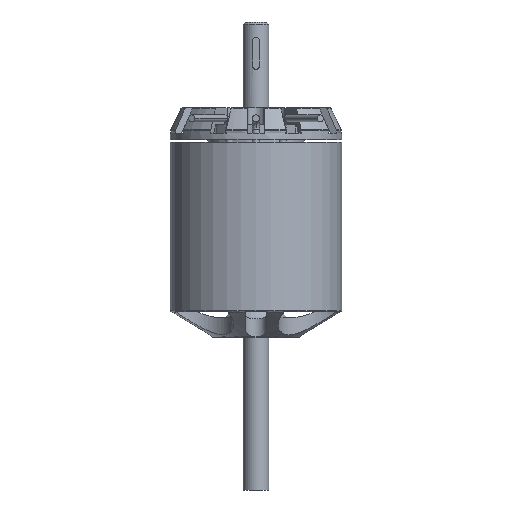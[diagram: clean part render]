
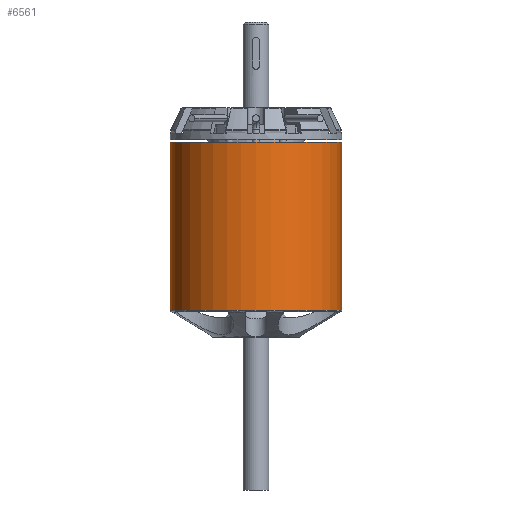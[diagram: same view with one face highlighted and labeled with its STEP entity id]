
A CAD part, front view. The second image highlights one B-rep face of the part: STEP entity #6561.
In plain terms, the highlighted cylindrical face has radius 40 mm (diameter 80 mm), a partial arc.
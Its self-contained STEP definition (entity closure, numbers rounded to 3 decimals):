
#1453 = DIRECTION ( 'NONE',  ( 0., 0., 1. ) ) ;
#1477 = ORIENTED_EDGE ( 'NONE', *, *, #7713, .T. ) ;
#1487 = AXIS2_PLACEMENT_3D ( 'NONE', #7384, #8222, #6549 ) ;
#1521 = VERTEX_POINT ( 'NONE', #10595 ) ;
#1690 = LINE ( 'NONE', #7117, #9157 ) ;
#1765 = VERTEX_POINT ( 'NONE', #1958 ) ;
#1958 = CARTESIAN_POINT ( 'NONE',  ( -40., 0., -94.534 ) ) ;
#3408 = DIRECTION ( 'NONE',  ( 0., 0., 1. ) ) ;
#3478 = CIRCLE ( 'NONE', #8478, 40. ) ;
#3504 = ORIENTED_EDGE ( 'NONE', *, *, #9902, .F. ) ;
#4248 = LINE ( 'NONE', #5634, #10817 ) ;
#4376 = AXIS2_PLACEMENT_3D ( 'NONE', #9470, #4469, #10314 ) ;
#4469 = DIRECTION ( 'NONE',  ( 0., 0., 1. ) ) ;
#4690 = CIRCLE ( 'NONE', #4376, 40. ) ;
#4778 = EDGE_CURVE ( 'NONE', #1521, #7128, #1690, .T. ) ;
#5634 = CARTESIAN_POINT ( 'NONE',  ( -40., 0., 38.636 ) ) ;
#5712 = EDGE_CURVE ( 'NONE', #10305, #7128, #4690, .T. ) ;
#6549 = DIRECTION ( 'NONE',  ( 1., 0., 0. ) ) ;
#6561 = ADVANCED_FACE ( 'NONE', ( #8697 ), #10691, .T. ) ;
#6643 = CARTESIAN_POINT ( 'NONE',  ( 40., 0., -16. ) ) ;
#7117 = CARTESIAN_POINT ( 'NONE',  ( 40., 0., 38.636 ) ) ;
#7128 = VERTEX_POINT ( 'NONE', #6643 ) ;
#7369 = EDGE_LOOP ( 'NONE', ( #3504, #1477, #8600, #7441 ) ) ;
#7384 = CARTESIAN_POINT ( 'NONE',  ( 0., 0., 38.636 ) ) ;
#7441 = ORIENTED_EDGE ( 'NONE', *, *, #5712, .F. ) ;
#7713 = EDGE_CURVE ( 'NONE', #1765, #1521, #3478, .T. ) ;
#7811 = CARTESIAN_POINT ( 'NONE',  ( -40., 0., -16. ) ) ;
#8222 = DIRECTION ( 'NONE',  ( 0., 0., 1. ) ) ;
#8402 = CARTESIAN_POINT ( 'NONE',  ( 0., 0., -94.534 ) ) ;
#8478 = AXIS2_PLACEMENT_3D ( 'NONE', #8402, #3408, #9238 ) ;
#8600 = ORIENTED_EDGE ( 'NONE', *, *, #4778, .T. ) ;
#8697 = FACE_OUTER_BOUND ( 'NONE', #7369, .T. ) ;
#8752 = DIRECTION ( 'NONE',  ( 0., 0., 1. ) ) ;
#9157 = VECTOR ( 'NONE', #8752, 1000. ) ;
#9238 = DIRECTION ( 'NONE',  ( -1., 0., 0. ) ) ;
#9470 = CARTESIAN_POINT ( 'NONE',  ( 0., 0., -16. ) ) ;
#9902 = EDGE_CURVE ( 'NONE', #1765, #10305, #4248, .T. ) ;
#10305 = VERTEX_POINT ( 'NONE', #7811 ) ;
#10314 = DIRECTION ( 'NONE',  ( 1., 0., 0. ) ) ;
#10595 = CARTESIAN_POINT ( 'NONE',  ( 40., 0., -94.534 ) ) ;
#10691 = CYLINDRICAL_SURFACE ( 'NONE', #1487, 40. ) ;
#10817 = VECTOR ( 'NONE', #1453, 1000. ) ;
